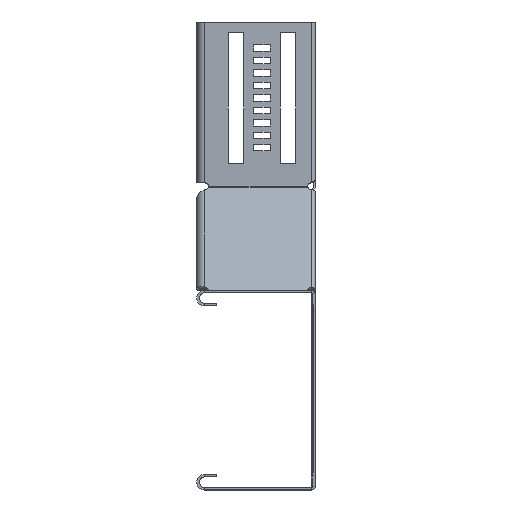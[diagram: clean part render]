
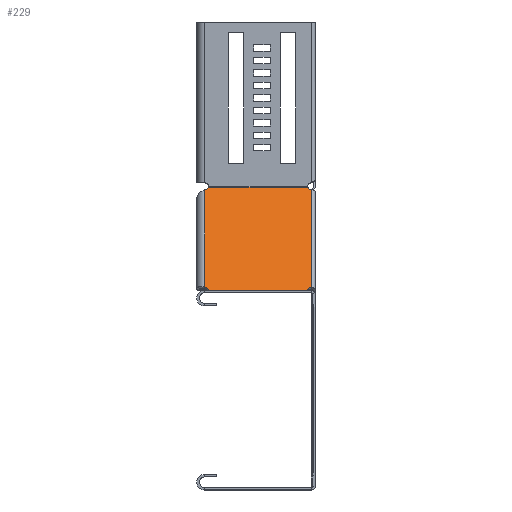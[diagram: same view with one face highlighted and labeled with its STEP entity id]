
A CAD part, left-side view. The second image highlights one B-rep face of the part: STEP entity #229.
In plain terms, the highlighted face is planar.
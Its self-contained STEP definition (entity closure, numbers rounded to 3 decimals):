
#96 = CARTESIAN_POINT ( 'NONE',  ( -15., 53.25, -147.791 ) ) ;
#229 = ADVANCED_FACE ( 'NONE', ( #5112 ), #10047, .F. ) ;
#598 = CARTESIAN_POINT ( 'NONE',  ( -15., 53.25, -79.35 ) ) ;
#941 = DIRECTION ( 'NONE',  ( 0., 0., 1. ) ) ;
#986 = ORIENTED_EDGE ( 'NONE', *, *, #9539, .T. ) ;
#1212 = CARTESIAN_POINT ( 'NONE',  ( -15., 1.75, -81.35 ) ) ;
#1279 = VECTOR ( 'NONE', #7977, 1000. ) ;
#1334 = CARTESIAN_POINT ( 'NONE',  ( -15., 51.284, -79.72 ) ) ;
#1505 = VERTEX_POINT ( 'NONE', #12982 ) ;
#1576 = ORIENTED_EDGE ( 'NONE', *, *, #8563, .F. ) ;
#1688 = ORIENTED_EDGE ( 'NONE', *, *, #9687, .F. ) ;
#1797 = DIRECTION ( 'NONE',  ( 1., 0., 0. ) ) ;
#1824 = ORIENTED_EDGE ( 'NONE', *, *, #8968, .F. ) ;
#1861 = EDGE_CURVE ( 'NONE', #9435, #5883, #7259, .T. ) ;
#2489 = CARTESIAN_POINT ( 'NONE',  ( -15., 0., -79.72 ) ) ;
#2509 = DIRECTION ( 'NONE',  ( 0., 0.866, 0.5 ) ) ;
#2665 = EDGE_CURVE ( 'NONE', #6704, #7515, #10831, .T. ) ;
#2932 = ORIENTED_EDGE ( 'NONE', *, *, #1861, .T. ) ;
#3192 = CARTESIAN_POINT ( 'NONE',  ( -15., 52.25, -81.082 ) ) ;
#3260 = DIRECTION ( 'NONE',  ( 0., 1., 0. ) ) ;
#3865 = DIRECTION ( 'NONE',  ( -1., 0., 0. ) ) ;
#3870 = VECTOR ( 'NONE', #2509, 1000. ) ;
#3888 = CARTESIAN_POINT ( 'NONE',  ( -15., 0., -114.725 ) ) ;
#3906 = ORIENTED_EDGE ( 'NONE', *, *, #8881, .F. ) ;
#4189 = CIRCLE ( 'NONE', #14768, 2. ) ;
#4439 = DIRECTION ( 'NONE',  ( -1., 0., 0. ) ) ;
#4452 = DIRECTION ( 'NONE',  ( 0., 1., 0. ) ) ;
#4458 = VECTOR ( 'NONE', #4867, 1000. ) ;
#4669 = DIRECTION ( 'NONE',  ( 0., 1., 0. ) ) ;
#4777 = CARTESIAN_POINT ( 'NONE',  ( -15., 52.25, -148.368 ) ) ;
#4867 = DIRECTION ( 'NONE',  ( 0., 1., 0. ) ) ;
#5112 = FACE_OUTER_BOUND ( 'NONE', #13920, .T. ) ;
#5445 = AXIS2_PLACEMENT_3D ( 'NONE', #3888, #8845, #3260 ) ;
#5615 = CARTESIAN_POINT ( 'NONE',  ( -15., 1.75, -148.101 ) ) ;
#5883 = VERTEX_POINT ( 'NONE', #1334 ) ;
#6018 = LINE ( 'NONE', #15937, #4458 ) ;
#6315 = DIRECTION ( 'NONE',  ( 0., 1., 0. ) ) ;
#6379 = VERTEX_POINT ( 'NONE', #11484 ) ;
#6704 = VERTEX_POINT ( 'NONE', #9025 ) ;
#6767 = LINE ( 'NONE', #15174, #1279 ) ;
#6901 = LINE ( 'NONE', #3192, #7036 ) ;
#6993 = ORIENTED_EDGE ( 'NONE', *, *, #9486, .T. ) ;
#7036 = VECTOR ( 'NONE', #7066, 1000. ) ;
#7066 = DIRECTION ( 'NONE',  ( 0., 0.866, -0.5 ) ) ;
#7223 = AXIS2_PLACEMENT_3D ( 'NONE', #15708, #3865, #6315 ) ;
#7259 = LINE ( 'NONE', #2489, #8408 ) ;
#7515 = VERTEX_POINT ( 'NONE', #96 ) ;
#7968 = VERTEX_POINT ( 'NONE', #10249 ) ;
#7977 = DIRECTION ( 'NONE',  ( 0., 0., 1. ) ) ;
#7978 = DIRECTION ( 'NONE',  ( 1., 0., 0. ) ) ;
#8408 = VECTOR ( 'NONE', #4669, 1000. ) ;
#8563 = EDGE_CURVE ( 'NONE', #6379, #6704, #15481, .T. ) ;
#8733 = VERTEX_POINT ( 'NONE', #10348 ) ;
#8845 = DIRECTION ( 'NONE',  ( 1., 0., 0. ) ) ;
#8881 = EDGE_CURVE ( 'NONE', #10787, #8733, #14190, .T. ) ;
#8968 = EDGE_CURVE ( 'NONE', #7515, #1505, #6767, .T. ) ;
#9025 = CARTESIAN_POINT ( 'NONE',  ( -15., 52.25, -148.368 ) ) ;
#9125 = CARTESIAN_POINT ( 'NONE',  ( -15., 1.75, -79.35 ) ) ;
#9393 = DIRECTION ( 'NONE',  ( 0., -1., 0. ) ) ;
#9435 = VERTEX_POINT ( 'NONE', #10300 ) ;
#9486 = EDGE_CURVE ( 'NONE', #7968, #1505, #6901, .T. ) ;
#9539 = EDGE_CURVE ( 'NONE', #10787, #10474, #11826, .T. ) ;
#9687 = EDGE_CURVE ( 'NONE', #8733, #6379, #6018, .T. ) ;
#10047 = PLANE ( 'NONE',  #5445 ) ;
#10249 = CARTESIAN_POINT ( 'NONE',  ( -15., 52.25, -81.082 ) ) ;
#10300 = CARTESIAN_POINT ( 'NONE',  ( -15., 3.716, -79.72 ) ) ;
#10348 = CARTESIAN_POINT ( 'NONE',  ( -15., 3.716, -149.731 ) ) ;
#10378 = CIRCLE ( 'NONE', #14743, 2. ) ;
#10474 = VERTEX_POINT ( 'NONE', #1212 ) ;
#10787 = VERTEX_POINT ( 'NONE', #5615 ) ;
#10831 = LINE ( 'NONE', #4777, #3870 ) ;
#10835 = AXIS2_PLACEMENT_3D ( 'NONE', #15510, #4439, #9393 ) ;
#11156 = VECTOR ( 'NONE', #941, 1000. ) ;
#11484 = CARTESIAN_POINT ( 'NONE',  ( -15., 51.284, -149.731 ) ) ;
#11826 = LINE ( 'NONE', #15467, #11156 ) ;
#12076 = ORIENTED_EDGE ( 'NONE', *, *, #14574, .T. ) ;
#12982 = CARTESIAN_POINT ( 'NONE',  ( -15., 53.25, -81.659 ) ) ;
#13024 = ORIENTED_EDGE ( 'NONE', *, *, #2665, .F. ) ;
#13851 = ORIENTED_EDGE ( 'NONE', *, *, #15634, .T. ) ;
#13920 = EDGE_LOOP ( 'NONE', ( #1576, #1688, #3906, #986, #13851, #2932, #12076, #6993, #1824, #13024 ) ) ;
#14031 = DIRECTION ( 'NONE',  ( 0., -1., 0. ) ) ;
#14190 = CIRCLE ( 'NONE', #10835, 2. ) ;
#14574 = EDGE_CURVE ( 'NONE', #5883, #7968, #10378, .T. ) ;
#14743 = AXIS2_PLACEMENT_3D ( 'NONE', #598, #1797, #4452 ) ;
#14768 = AXIS2_PLACEMENT_3D ( 'NONE', #9125, #7978, #14031 ) ;
#15174 = CARTESIAN_POINT ( 'NONE',  ( -15., 53.25, -114.725 ) ) ;
#15467 = CARTESIAN_POINT ( 'NONE',  ( -15., 1.75, -114.725 ) ) ;
#15481 = CIRCLE ( 'NONE', #7223, 2. ) ;
#15510 = CARTESIAN_POINT ( 'NONE',  ( -15., 1.75, -150.101 ) ) ;
#15634 = EDGE_CURVE ( 'NONE', #10474, #9435, #4189, .T. ) ;
#15708 = CARTESIAN_POINT ( 'NONE',  ( -15., 53.25, -150.101 ) ) ;
#15937 = CARTESIAN_POINT ( 'NONE',  ( -15., 0., -149.731 ) ) ;
